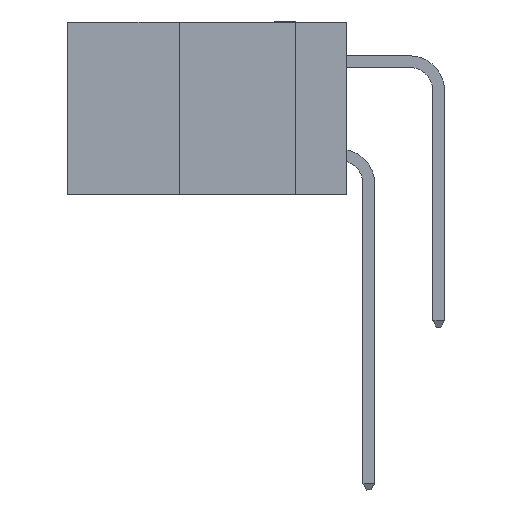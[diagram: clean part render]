
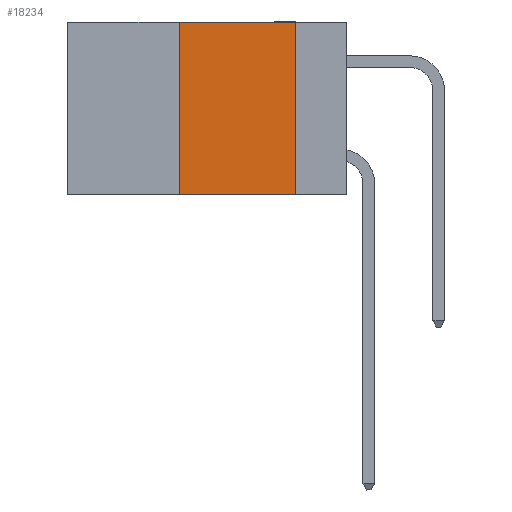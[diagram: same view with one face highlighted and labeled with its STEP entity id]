
A CAD part, left-side view. The second image highlights one B-rep face of the part: STEP entity #18234.
In plain terms, the highlighted planar face has unit normal (-1, 0, 0).
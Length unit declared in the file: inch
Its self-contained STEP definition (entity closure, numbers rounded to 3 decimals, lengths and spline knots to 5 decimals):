
#1325 = VERTEX_POINT ( 'NONE', #6420 ) ;
#1479 = EDGE_LOOP ( 'NONE', ( #3397, #16817, #8716, #2442 ) ) ;
#2360 = DIRECTION ( 'NONE',  ( 1., 0., 0. ) ) ;
#2442 = ORIENTED_EDGE ( 'NONE', *, *, #18212, .T. ) ;
#3107 = VECTOR ( 'NONE', #17024, 39.37008 ) ;
#3397 = ORIENTED_EDGE ( 'NONE', *, *, #14109, .F. ) ;
#3782 = DIRECTION ( 'NONE',  ( 0., -1., 0. ) ) ;
#4149 = EDGE_CURVE ( 'NONE', #15618, #1325, #14835, .T. ) ;
#4540 = VECTOR ( 'NONE', #3782, 39.37008 ) ;
#6276 = DIRECTION ( 'NONE',  ( 0., 0., 1. ) ) ;
#6420 = CARTESIAN_POINT ( 'NONE',  ( 0., 0.36, 0. ) ) ;
#6712 = DIRECTION ( 'NONE',  ( 0., 0., -1. ) ) ;
#6816 = CARTESIAN_POINT ( 'NONE',  ( 0., 0.36, 0. ) ) ;
#7104 = LINE ( 'NONE', #13933, #14724 ) ;
#7225 = VECTOR ( 'NONE', #6276, 39.37008 ) ;
#7418 = AXIS2_PLACEMENT_3D ( 'NONE', #16538, #2360, #12465 ) ;
#7501 = VERTEX_POINT ( 'NONE', #17871 ) ;
#8087 = PLANE ( 'NONE',  #7418 ) ;
#8327 = LINE ( 'NONE', #9464, #4540 ) ;
#8716 = ORIENTED_EDGE ( 'NONE', *, *, #4149, .F. ) ;
#8913 = CARTESIAN_POINT ( 'NONE',  ( 0., 0.11, 0. ) ) ;
#9464 = CARTESIAN_POINT ( 'NONE',  ( 0., 0.6, -0.37 ) ) ;
#12465 = DIRECTION ( 'NONE',  ( 0., 0., -1. ) ) ;
#13933 = CARTESIAN_POINT ( 'NONE',  ( 0., 0.11, 0. ) ) ;
#14109 = EDGE_CURVE ( 'NONE', #17928, #7501, #7104, .T. ) ;
#14319 = EDGE_CURVE ( 'NONE', #1325, #17928, #14933, .T. ) ;
#14724 = VECTOR ( 'NONE', #6712, 39.37008 ) ;
#14835 = LINE ( 'NONE', #6816, #7225 ) ;
#14933 = LINE ( 'NONE', #15688, #3107 ) ;
#15438 = FACE_OUTER_BOUND ( 'NONE', #1479, .T. ) ;
#15618 = VERTEX_POINT ( 'NONE', #16814 ) ;
#15688 = CARTESIAN_POINT ( 'NONE',  ( 0., 0.6, 0. ) ) ;
#16538 = CARTESIAN_POINT ( 'NONE',  ( 0., 0.6, 0. ) ) ;
#16814 = CARTESIAN_POINT ( 'NONE',  ( 0., 0.36, -0.37 ) ) ;
#16817 = ORIENTED_EDGE ( 'NONE', *, *, #14319, .F. ) ;
#17024 = DIRECTION ( 'NONE',  ( 0., -1., 0. ) ) ;
#17871 = CARTESIAN_POINT ( 'NONE',  ( 0., 0.11, -0.37 ) ) ;
#17928 = VERTEX_POINT ( 'NONE', #8913 ) ;
#18212 = EDGE_CURVE ( 'NONE', #15618, #7501, #8327, .T. ) ;
#18234 = ADVANCED_FACE ( 'NONE', ( #15438 ), #8087, .F. ) ;
